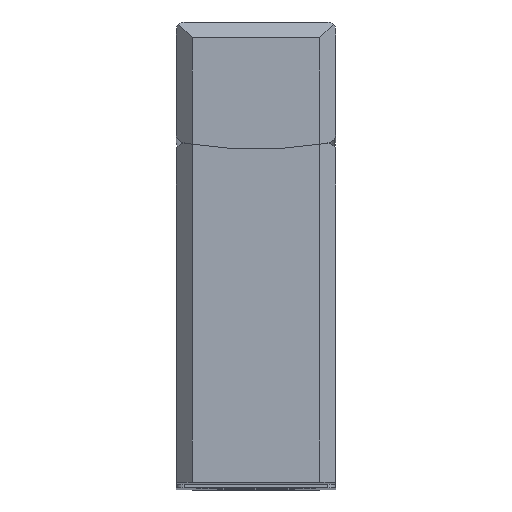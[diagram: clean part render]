
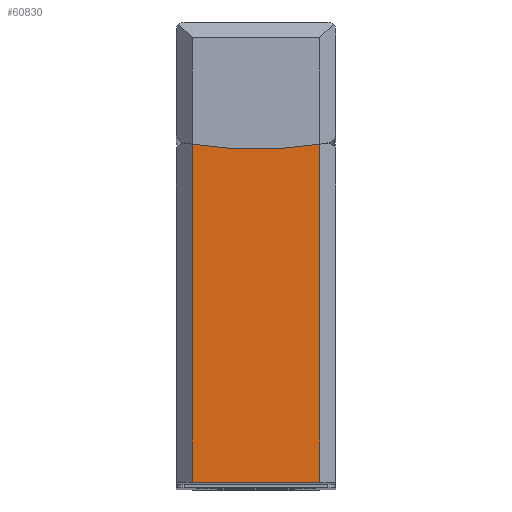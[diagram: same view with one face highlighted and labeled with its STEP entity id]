
A CAD part, top view. The second image highlights one B-rep face of the part: STEP entity #60830.
In plain terms, the highlighted planar face has unit normal (0, 0, 1).
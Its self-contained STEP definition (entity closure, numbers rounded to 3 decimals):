
#57770=CARTESIAN_POINT('',(-9.,-21.217,0.));
#57780=VERTEX_POINT('',#57770);
#57810=CARTESIAN_POINT('',(-5.,-45.895,0.));
#57820=DIRECTION('',(0.,0.,1.));
#57830=DIRECTION('',(-1.,0.,0.));
#57840=AXIS2_PLACEMENT_3D('',#57810,#57820,#57830);
#57850=CIRCLE('',#57840,25.);
#57860=CARTESIAN_POINT('',(-1.,-21.217,0.));
#57870=VERTEX_POINT('',#57860);
#57880=EDGE_CURVE('',#57870,#57780,#57850,.T.);
#59520=CARTESIAN_POINT('',(0.,0.,0.));
#59530=DIRECTION('',(-1.,0.,0.));
#59540=VECTOR('',#59530,1.);
#59550=LINE('',#59520,#59540);
#59560=CARTESIAN_POINT('',(-1.,0.,0.));
#59570=VERTEX_POINT('',#59560);
#59580=CARTESIAN_POINT('',(-9.,0.,
0.));
#59590=VERTEX_POINT('',#59580);
#59600=EDGE_CURVE('',#59570,#59590,#59550,.T.);
#60620=CARTESIAN_POINT('',(0.,0.,0.));
#60630=DIRECTION('',(0.,0.,1.));
#60640=DIRECTION('',(-1.,0.,0.));
#60650=AXIS2_PLACEMENT_3D('',#60620,#60630,#60640);
#60660=PLANE('',#60650);
#60670=CARTESIAN_POINT('',(-9.,-10.7,0.));
#60680=DIRECTION('',(0.,-1.,0.));
#60690=VECTOR('',#60680,1.);
#60700=LINE('',#60670,#60690);
#60710=EDGE_CURVE('',#59590,#57780,#60700,.T.);
#60720=ORIENTED_EDGE('',*,*,#60710,.T.);
#60730=ORIENTED_EDGE('',*,*,#59600,.T.);
#60740=CARTESIAN_POINT('',(-1.,-10.7,0.));
#60750=DIRECTION('',(0.,-1.,0.));
#60760=VECTOR('',#60750,1.);
#60770=LINE('',#60740,#60760);
#60780=EDGE_CURVE('',#59570,#57870,#60770,.T.);
#60790=ORIENTED_EDGE('',*,*,#60780,.F.);
#60800=ORIENTED_EDGE('',*,*,#57880,.F.);
#60810=EDGE_LOOP('',(#60800,#60790,#60730,#60720));
#60820=FACE_OUTER_BOUND('',#60810,.T.);
#60830=ADVANCED_FACE('',(#60820),#60660,.T.);
